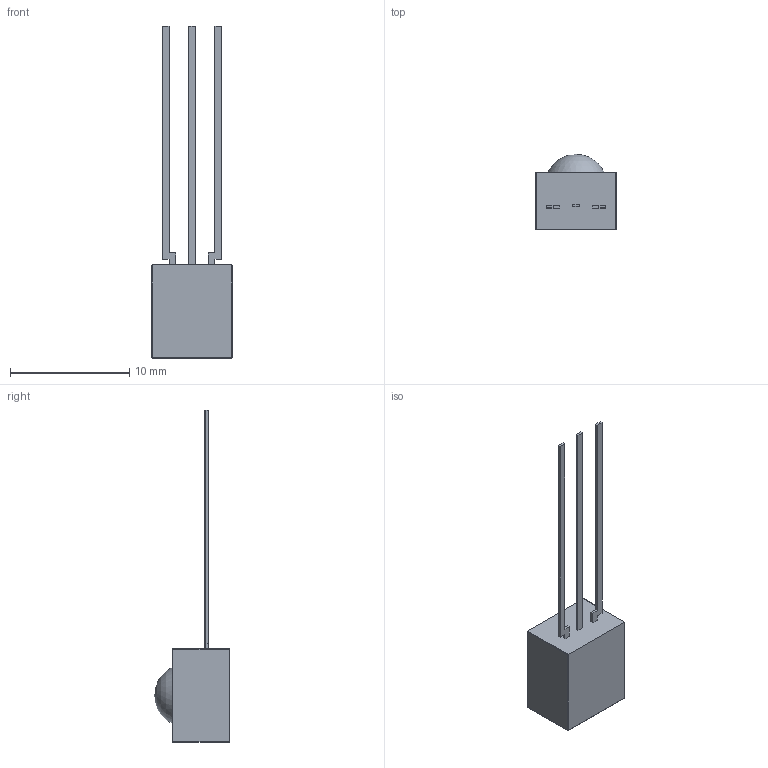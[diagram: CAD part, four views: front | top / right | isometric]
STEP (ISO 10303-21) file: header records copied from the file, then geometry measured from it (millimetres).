
FILE_DESCRIPTION (( 'STEP AP214' ), '1' );
FILE_NAME ('User Library-irm.STEP', '2021-02-28T05:11:27', ( '' ), ( '' ), 'SwSTEP 2.0', 'SolidWorks 2021', '' );
FILE_SCHEMA (( 'AUTOMOTIVE_DESIGN' ));
Length unit declared in the file: millimetre
Products named in the file (1): User Library-irm
Bounding box: 6.7 x 6.31 x 27.8 mm (x, y, z)
Volume: 272.7 mm3; surface area: 342.4 mm2
Topology: 1 solids, 1 shells, 46 faces, 111 edges, 66 vertices
Faces by surface type: plane 29, cylinder 12, sphere 5
Entity records: 1620 total; most frequent: CARTESIAN_POINT 227, DIRECTION 210, ORIENTED_EDGE 208, EDGE_CURVE 104, VECTOR 84, LINE 84, VERTEX_POINT 64, AXIS2_PLACEMENT_3D 63
